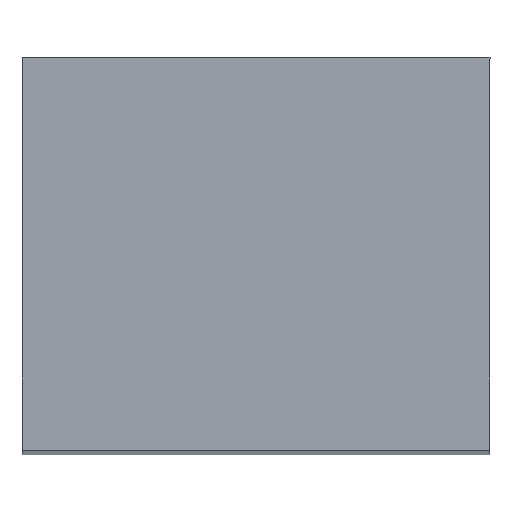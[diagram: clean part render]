
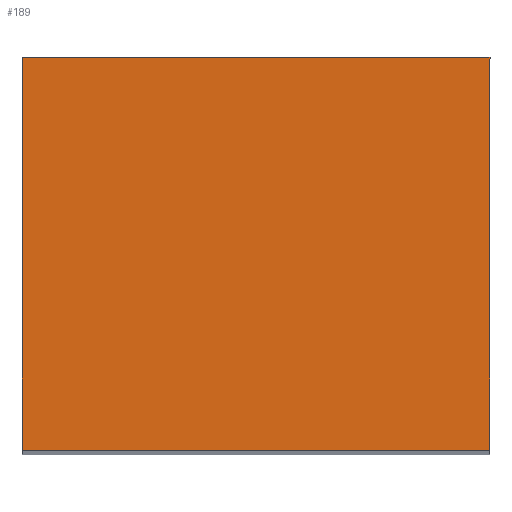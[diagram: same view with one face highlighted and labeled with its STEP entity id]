
A CAD part, top view. The second image highlights one B-rep face of the part: STEP entity #189.
In plain terms, the highlighted planar face has unit normal (0, 0, 1).
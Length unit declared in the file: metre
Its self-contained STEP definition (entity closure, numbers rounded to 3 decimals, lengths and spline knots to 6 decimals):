
#25=LINE('',#292,#37);
#31=LINE('',#309,#43);
#33=LINE('',#312,#45);
#35=LINE('',#316,#47);
#37=VECTOR('',#238,1.);
#43=VECTOR('',#250,1.);
#45=VECTOR('',#254,1.);
#47=VECTOR('',#260,1.);
#72=ORIENTED_EDGE('',*,*,#91,.F.);
#73=ORIENTED_EDGE('',*,*,#101,.T.);
#74=ORIENTED_EDGE('',*,*,#99,.F.);
#75=ORIENTED_EDGE('',*,*,#103,.F.);
#91=EDGE_CURVE('',#110,#112,#25,.T.);
#99=EDGE_CURVE('',#119,#116,#31,.T.);
#101=EDGE_CURVE('',#110,#116,#33,.T.);
#103=EDGE_CURVE('',#112,#119,#35,.T.);
#110=VERTEX_POINT('',#290);
#112=VERTEX_POINT('',#293);
#116=VERTEX_POINT('',#303);
#119=VERTEX_POINT('',#308);
#141=EDGE_LOOP('',(#72,#73,#74,#75));
#163=FACE_BOUND('',#141,.T.);
#181=PLANE('',#218);
#189=ADVANCED_FACE('',(#163),#181,.T.);
#218=AXIS2_PLACEMENT_3D('',#317,#261,#262);
#238=DIRECTION('',(0.,1.,0.));
#250=DIRECTION('',(0.,-1.,0.));
#254=DIRECTION('',(1.,0.,0.));
#260=DIRECTION('',(1.,0.,0.));
#261=DIRECTION('',(0.,0.,1.));
#262=DIRECTION('',(0.,-1.,0.));
#290=CARTESIAN_POINT('',(-0.025016,-0.07,-0.04));
#292=CARTESIAN_POINT('',(-0.025016,-0.08,-0.04));
#293=CARTESIAN_POINT('',(-0.025016,-0.05,-0.04));
#303=CARTESIAN_POINT('',(-0.001182,-0.07,-0.04));
#308=CARTESIAN_POINT('',(-0.001182,-0.05,-0.04));
#309=CARTESIAN_POINT('',(-0.001182,-0.08,-0.04));
#312=CARTESIAN_POINT('',(-0.025016,-0.07,-0.04));
#316=CARTESIAN_POINT('',(-0.025016,-0.05,-0.04));
#317=CARTESIAN_POINT('',(-0.025016,-0.05,-0.04));
